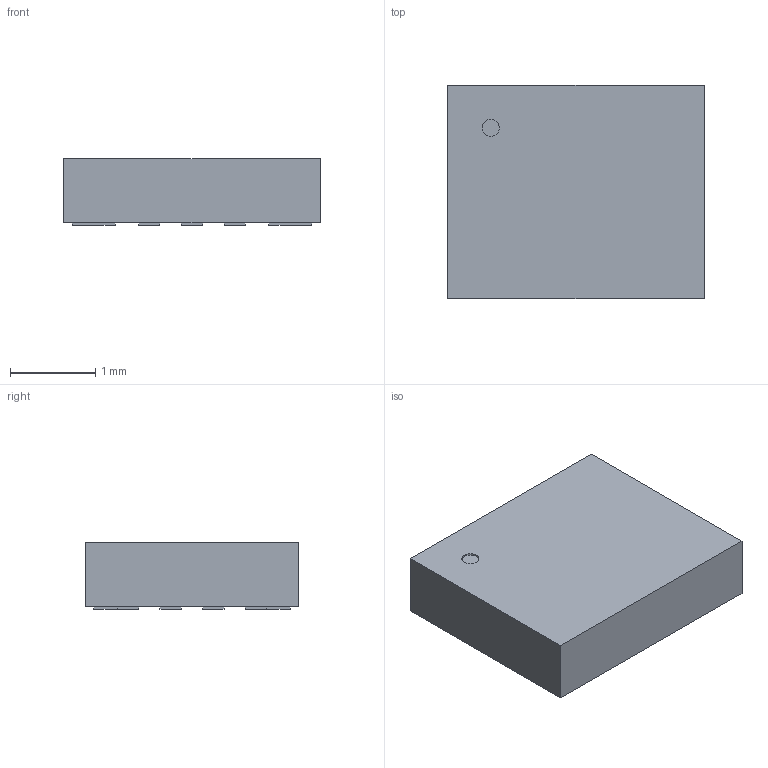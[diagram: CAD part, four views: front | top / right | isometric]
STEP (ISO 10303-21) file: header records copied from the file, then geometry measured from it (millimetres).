
FILE_DESCRIPTION(/* description */ ('model of Bosch_LGA-14_3x2.5mm_P0.5mm'),/* implementation_level */ '2;1');
FILE_NAME(/* name */ 'Bosch_LGA-14_3x2.5mm_P0.5mm.step',/* time_stamp */ '2018-11-04T20:13:43',/* author */ ('kicad StepUp','ksu'),/* organization */ ('FreeCAD'),/* preprocessor_version */ 'OCC',/* originating_system */ 'kicad StepUp',/* authorisation */ '');
FILE_SCHEMA(('AUTOMOTIVE_DESIGN { 1 0 10303 214 1 1 1 1 }'));
Length unit declared in the file: millimetre
Products named in the file (1): Bosch_LGA_14_3x25mm_P05mm
Bounding box: 3 x 2.5 x 0.78 mm (x, y, z)
Volume: 5.7 mm3; surface area: 23.9 mm2
Topology: 1 solids, 1 shells, 78 faces, 183 edges, 122 vertices
Faces by surface type: plane 77, cylinder 1
Full cylindrical faces by diameter (mm): 0.2 x1
Entity records: 1623 total; most frequent: ORIENTED_EDGE 360, CARTESIAN_POINT 197, EDGE_CURVE 183, LINE 181, VERTEX_POINT 122, FACE_BOUND 93, EDGE_LOOP 93, AXIS2_PLACEMENT_3D 80
